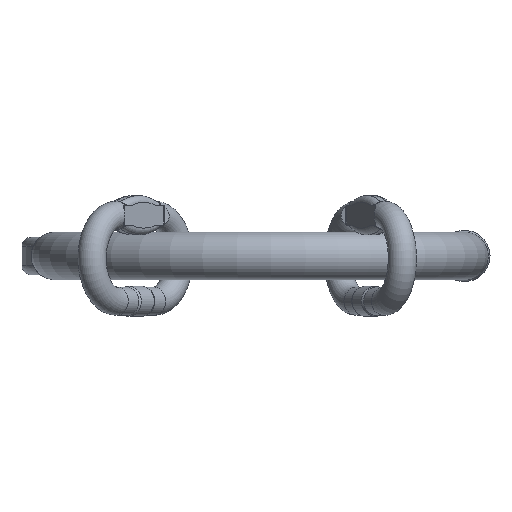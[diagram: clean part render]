
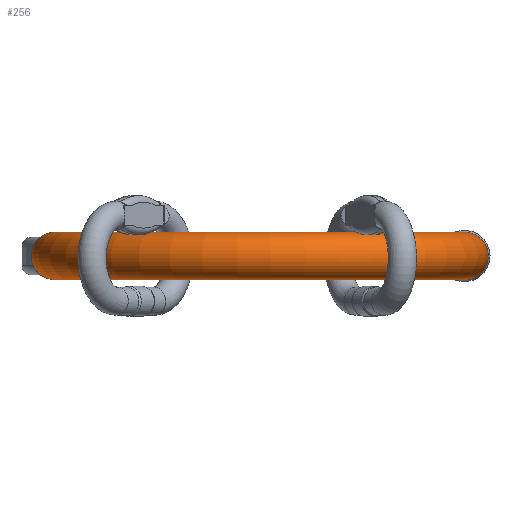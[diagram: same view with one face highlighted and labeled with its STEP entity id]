
A CAD part, front view. The second image highlights one B-rep face of the part: STEP entity #256.
In plain terms, the highlighted toroidal (fillet/blend) face has major radius 141.5 mm and minor radius 16.5 mm.
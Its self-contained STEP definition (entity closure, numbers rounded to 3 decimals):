
#146=TOROIDAL_SURFACE('',#2029,141.5,16.5);
#189=FACE_BOUND('',#527,.T.);
#190=FACE_BOUND('',#528,.T.);
#256=ADVANCED_FACE('',(#189,#190),#146,.T.);
#527=EDGE_LOOP('',(#1131));
#528=EDGE_LOOP('',(#1132));
#643=CIRCLE('',#2016,16.5);
#645=CIRCLE('',#2022,16.5);
#1131=ORIENTED_EDGE('',*,*,#1717,.F.);
#1132=ORIENTED_EDGE('',*,*,#1703,.T.);
#1483=VERTEX_POINT('',#3289);
#1497=VERTEX_POINT('',#3385);
#1703=EDGE_CURVE('',#1483,#1483,#643,.T.);
#1717=EDGE_CURVE('',#1497,#1497,#645,.T.);
#2016=AXIS2_PLACEMENT_3D('',#3288,#2345,#2346);
#2022=AXIS2_PLACEMENT_3D('',#3384,#2357,#2358);
#2029=AXIS2_PLACEMENT_3D('',#3395,#2371,#2372);
#2345=DIRECTION('',(0.,-1.,0.));
#2346=DIRECTION('',(1.,0.,0.));
#2357=DIRECTION('',(0.,1.,0.));
#2358=DIRECTION('',(-1.,0.,0.));
#2371=DIRECTION('',(0.,0.,-1.));
#2372=DIRECTION('',(-1.,0.,0.));
#3288=CARTESIAN_POINT('',(-141.5,-125.,0.));
#3289=CARTESIAN_POINT('',(-125.,-125.,0.));
#3384=CARTESIAN_POINT('',(141.5,-125.,0.));
#3385=CARTESIAN_POINT('',(125.,-125.,0.));
#3395=CARTESIAN_POINT('',(0.,-125.,0.));
